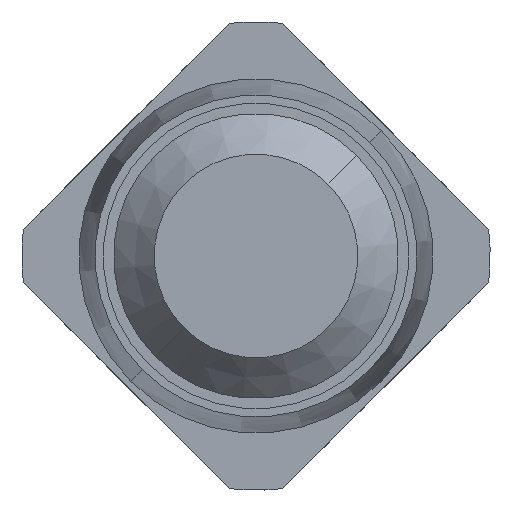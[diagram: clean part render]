
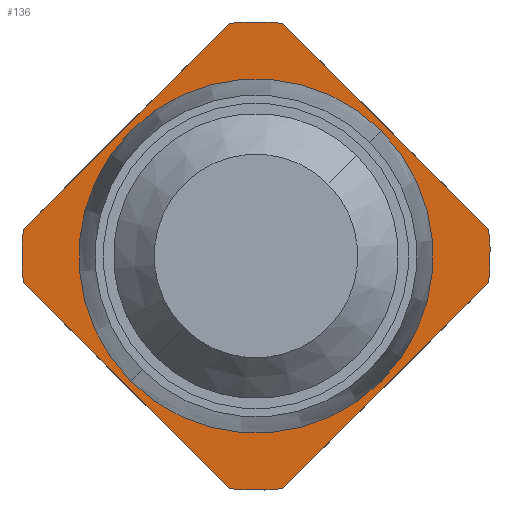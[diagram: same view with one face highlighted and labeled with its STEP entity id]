
A CAD part, front view. The second image highlights one B-rep face of the part: STEP entity #136.
In plain terms, the highlighted planar face has unit normal (0, -1, 0).
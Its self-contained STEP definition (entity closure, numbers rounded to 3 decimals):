
#38 = VECTOR ( 'NONE', #4278, 1000. ) ;
#46 = ORIENTED_EDGE ( 'NONE', *, *, #4547, .T. ) ;
#74 = DIRECTION ( 'NONE',  ( 0.707, 0., 0.707 ) ) ;
#107 = EDGE_LOOP ( 'NONE', ( #1312, #4434, #2251, #4444, #1829, #2585, #3200, #3076 ) ) ;
#136 = ADVANCED_FACE ( 'Defeature ausgef�hrt3_14', ( #4116, #2197 ), #1598, .F. ) ;
#141 = CARTESIAN_POINT ( 'NONE',  ( -0.308, -2.9, -0.308 ) ) ;
#259 = AXIS2_PLACEMENT_3D ( 'NONE', #457, #3731, #74 ) ;
#285 = CARTESIAN_POINT ( 'NONE',  ( 0., -2.9, 0. ) ) ;
#359 = EDGE_CURVE ( 'Defeature ausgef�hrt3_10+Defeature ausgef�hrt3_14+Defeature ausgef�hrt3_25+Defeature ausgef�hrt3_24', #3874, #3547, #2261, .T. ) ;
#449 = CARTESIAN_POINT ( 'NONE',  ( 0.308, -2.9, 0.308 ) ) ;
#457 = CARTESIAN_POINT ( 'NONE',  ( 0., -2.9, 0. ) ) ;
#616 = CARTESIAN_POINT ( 'NONE',  ( 0.318, -2.9, -0.318 ) ) ;
#646 = CARTESIAN_POINT ( 'NONE',  ( -0.065, -2.9, 0.571 ) ) ;
#721 = AXIS2_PLACEMENT_3D ( 'NONE', #4560, #1738, #4193 ) ;
#745 = CIRCLE ( 'NONE', #259, 0.575 ) ;
#762 = CARTESIAN_POINT ( 'NONE',  ( 0.407, -2.9, -0.407 ) ) ;
#800 = AXIS2_PLACEMENT_3D ( 'NONE', #4967, #881, #3745 ) ;
#880 = DIRECTION ( 'NONE',  ( 0., 1., 0. ) ) ;
#881 = DIRECTION ( 'NONE',  ( 0., 1., 0. ) ) ;
#985 = CARTESIAN_POINT ( 'NONE',  ( -0.065, -2.9, -0.571 ) ) ;
#1048 = ORIENTED_EDGE ( 'NONE', *, *, #2563, .T. ) ;
#1174 = DIRECTION ( 'NONE',  ( 0.707, 0., -0.707 ) ) ;
#1190 = VERTEX_POINT ( 'NONE', #2576 ) ;
#1312 = ORIENTED_EDGE ( 'NONE', *, *, #4935, .F. ) ;
#1355 = CIRCLE ( 'NONE', #1630, 0.435 ) ;
#1422 = VECTOR ( 'NONE', #4290, 1000. ) ;
#1493 = CARTESIAN_POINT ( 'NONE',  ( 0.571, -2.9, -0.065 ) ) ;
#1502 = LINE ( 'NONE', #3080, #38 ) ;
#1509 = LINE ( 'NONE', #3635, #1756 ) ;
#1598 = PLANE ( 'NONE',  #2611 ) ;
#1630 = AXIS2_PLACEMENT_3D ( 'NONE', #3297, #880, #4088 ) ;
#1738 = DIRECTION ( 'NONE',  ( 0., 1., 0. ) ) ;
#1756 = VECTOR ( 'NONE', #1174, 1000. ) ;
#1829 = ORIENTED_EDGE ( 'NONE', *, *, #4043, .F. ) ;
#2030 = DIRECTION ( 'NONE',  ( 0., 1., 0. ) ) ;
#2182 = EDGE_LOOP ( 'NONE', ( #46, #1048 ) ) ;
#2197 = FACE_OUTER_BOUND ( 'NONE', #107, .T. ) ;
#2251 = ORIENTED_EDGE ( 'NONE', *, *, #3329, .F. ) ;
#2261 = CIRCLE ( 'NONE', #721, 0.575 ) ;
#2496 = VERTEX_POINT ( 'NONE', #3384 ) ;
#2503 = EDGE_CURVE ( 'Defeature ausgef�hrt3_13+Defeature ausgef�hrt3_14+Defeature ausgef�hrt3_23+Defeature ausgef�hrt3_22', #3983, #2496, #3752, .T. ) ;
#2517 = CARTESIAN_POINT ( 'NONE',  ( 0., -2.9, 0. ) ) ;
#2541 = AXIS2_PLACEMENT_3D ( 'NONE', #2517, #3779, #2949 ) ;
#2542 = EDGE_CURVE ( 'Defeature ausgef�hrt3_12+Defeature ausgef�hrt3_14+Defeature ausgef�hrt3_24+Defeature ausgef�hrt3_23', #3803, #4925, #745, .T. ) ;
#2563 = EDGE_CURVE ( 'Defeature ausgef�hrt3_14+Defeature ausgef�hrt3_19+Defeature ausgef�hrt3_19+Defeature ausgef�hrt3_19', #4321, #3004, #4006, .T. ) ;
#2576 = CARTESIAN_POINT ( 'NONE',  ( 0.571, -2.9, 0.065 ) ) ;
#2585 = ORIENTED_EDGE ( 'NONE', *, *, #2542, .F. ) ;
#2610 = AXIS2_PLACEMENT_3D ( 'NONE', #285, #3199, #3128 ) ;
#2611 = AXIS2_PLACEMENT_3D ( 'NONE', #762, #2030, #2825 ) ;
#2825 = DIRECTION ( 'NONE',  ( 0.707, 0., 0.707 ) ) ;
#2949 = DIRECTION ( 'NONE',  ( 0.707, 0., 0.707 ) ) ;
#3004 = VERTEX_POINT ( 'NONE', #449 ) ;
#3076 = ORIENTED_EDGE ( 'NONE', *, *, #359, .F. ) ;
#3080 = CARTESIAN_POINT ( 'NONE',  ( -0.318, -2.9, 0.318 ) ) ;
#3093 = DIRECTION ( 'NONE',  ( -0.707, 0., -0.707 ) ) ;
#3119 = EDGE_CURVE ( 'Defeature ausgef�hrt3_11+Defeature ausgef�hrt3_14+Defeature ausgef�hrt3_22+Defeature ausgef�hrt3_25', #1190, #5081, #3423, .T. ) ;
#3128 = DIRECTION ( 'NONE',  ( 0.707, 0., 0.707 ) ) ;
#3141 = LINE ( 'NONE', #5042, #1422 ) ;
#3199 = DIRECTION ( 'NONE',  ( 0., 1., 0. ) ) ;
#3200 = ORIENTED_EDGE ( 'NONE', *, *, #4787, .F. ) ;
#3281 = LINE ( 'NONE', #616, #5190 ) ;
#3297 = CARTESIAN_POINT ( 'NONE',  ( 0., -2.9, 0. ) ) ;
#3329 = EDGE_CURVE ( 'Defeature ausgef�hrt3_22+Defeature ausgef�hrt3_14+Defeature ausgef�hrt3_13+Defeature ausgef�hrt3_11', #2496, #1190, #1509, .T. ) ;
#3384 = CARTESIAN_POINT ( 'NONE',  ( 0.065, -2.9, 0.571 ) ) ;
#3423 = CIRCLE ( 'NONE', #2610, 0.575 ) ;
#3478 = CARTESIAN_POINT ( 'NONE',  ( -0.571, -2.9, 0.065 ) ) ;
#3547 = VERTEX_POINT ( 'NONE', #985 ) ;
#3635 = CARTESIAN_POINT ( 'NONE',  ( 0.725, -2.9, -0.088 ) ) ;
#3731 = DIRECTION ( 'NONE',  ( 0., 1., 0. ) ) ;
#3745 = DIRECTION ( 'NONE',  ( 0.707, 0., 0.707 ) ) ;
#3752 = CIRCLE ( 'NONE', #2541, 0.575 ) ;
#3779 = DIRECTION ( 'NONE',  ( 0., 1., 0. ) ) ;
#3803 = VERTEX_POINT ( 'NONE', #4064 ) ;
#3874 = VERTEX_POINT ( 'NONE', #4096 ) ;
#3983 = VERTEX_POINT ( 'NONE', #646 ) ;
#4006 = CIRCLE ( 'NONE', #800, 0.435 ) ;
#4043 = EDGE_CURVE ( 'Defeature ausgef�hrt3_23+Defeature ausgef�hrt3_14+Defeature ausgef�hrt3_12+Defeature ausgef�hrt3_13', #4925, #3983, #1502, .T. ) ;
#4064 = CARTESIAN_POINT ( 'NONE',  ( -0.571, -2.9, -0.065 ) ) ;
#4088 = DIRECTION ( 'NONE',  ( 0.707, 0., 0.707 ) ) ;
#4096 = CARTESIAN_POINT ( 'NONE',  ( 0.065, -2.9, -0.571 ) ) ;
#4116 = FACE_BOUND ( 'NONE', #2182, .T. ) ;
#4193 = DIRECTION ( 'NONE',  ( 0.707, 0., 0.707 ) ) ;
#4278 = DIRECTION ( 'NONE',  ( 0.707, 0., 0.707 ) ) ;
#4290 = DIRECTION ( 'NONE',  ( -0.707, 0., 0.707 ) ) ;
#4321 = VERTEX_POINT ( 'NONE', #141 ) ;
#4434 = ORIENTED_EDGE ( 'NONE', *, *, #3119, .F. ) ;
#4444 = ORIENTED_EDGE ( 'NONE', *, *, #2503, .F. ) ;
#4547 = EDGE_CURVE ( 'Defeature ausgef�hrt3_14+Defeature ausgef�hrt3_19+Defeature ausgef�hrt3_19+Defeature ausgef�hrt3_19', #3004, #4321, #1355, .T. ) ;
#4560 = CARTESIAN_POINT ( 'NONE',  ( 0., -2.9, 0. ) ) ;
#4787 = EDGE_CURVE ( 'Defeature ausgef�hrt3_24+Defeature ausgef�hrt3_14+Defeature ausgef�hrt3_10+Defeature ausgef�hrt3_12', #3547, #3803, #3141, .T. ) ;
#4925 = VERTEX_POINT ( 'NONE', #3478 ) ;
#4935 = EDGE_CURVE ( 'Defeature ausgef�hrt3_25+Defeature ausgef�hrt3_14+Defeature ausgef�hrt3_11+Defeature ausgef�hrt3_10', #5081, #3874, #3281, .T. ) ;
#4967 = CARTESIAN_POINT ( 'NONE',  ( 0., -2.9, 0. ) ) ;
#5042 = CARTESIAN_POINT ( 'NONE',  ( 0.088, -2.9, -0.725 ) ) ;
#5081 = VERTEX_POINT ( 'NONE', #1493 ) ;
#5190 = VECTOR ( 'NONE', #3093, 1000. ) ;
